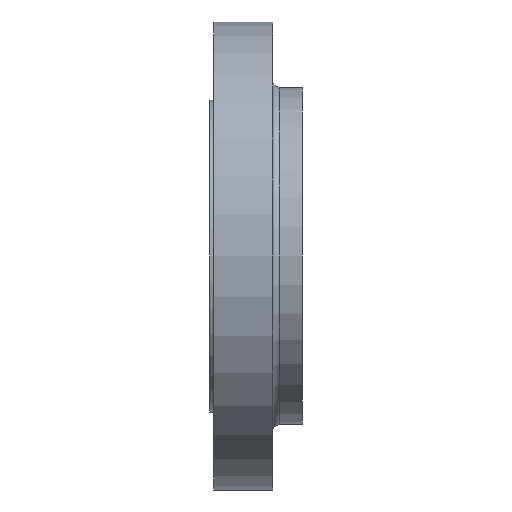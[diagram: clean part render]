
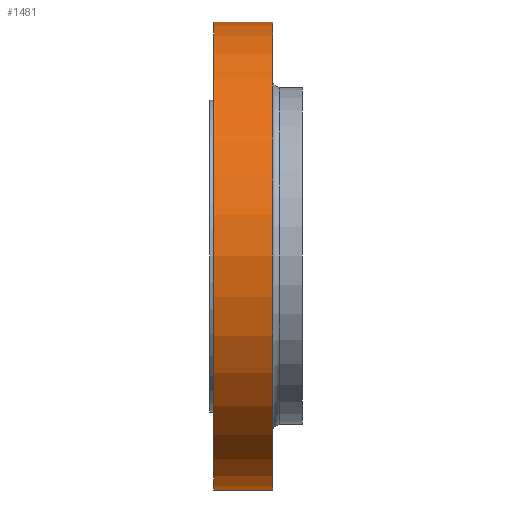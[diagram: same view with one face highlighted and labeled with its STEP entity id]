
A CAD part, front view. The second image highlights one B-rep face of the part: STEP entity #1481.
In plain terms, the highlighted cylindrical face has radius 352.425 mm (diameter 704.85 mm), a partial arc.
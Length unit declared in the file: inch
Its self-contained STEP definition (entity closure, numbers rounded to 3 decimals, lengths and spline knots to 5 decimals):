
#46 = CARTESIAN_POINT ( 'NONE',  ( 3.60586, 0., -13.875 ) ) ;
#52 = CARTESIAN_POINT ( 'NONE',  ( 0., 0., 13.875 ) ) ;
#159 = EDGE_CURVE ( 'NONE', #534, #813, #718, .T. ) ;
#196 = AXIS2_PLACEMENT_3D ( 'NONE', #965, #1396, #1565 ) ;
#228 = CIRCLE ( 'NONE', #1306, 13.875 ) ;
#229 = VECTOR ( 'NONE', #1907, 39.37008 ) ;
#244 = LINE ( 'NONE', #1432, #229 ) ;
#291 = CARTESIAN_POINT ( 'NONE',  ( 0.10586, 0., -13.875 ) ) ;
#534 = VERTEX_POINT ( 'NONE', #46 ) ;
#586 = EDGE_CURVE ( 'NONE', #1749, #961, #228, .T. ) ;
#638 = CARTESIAN_POINT ( 'NONE',  ( 0.10586, 0., 0. ) ) ;
#640 = EDGE_LOOP ( 'NONE', ( #1594, #1231, #1840, #1797 ) ) ;
#659 = DIRECTION ( 'NONE',  ( -1., 0., 0. ) ) ;
#684 = FACE_OUTER_BOUND ( 'NONE', #640, .T. ) ;
#718 = CIRCLE ( 'NONE', #1843, 13.875 ) ;
#800 = CYLINDRICAL_SURFACE ( 'NONE', #196, 13.875 ) ;
#813 = VERTEX_POINT ( 'NONE', #956 ) ;
#956 = CARTESIAN_POINT ( 'NONE',  ( 3.60586, 0., 13.875 ) ) ;
#961 = VERTEX_POINT ( 'NONE', #1879 ) ;
#965 = CARTESIAN_POINT ( 'NONE',  ( 0., 0., 0. ) ) ;
#1041 = DIRECTION ( 'NONE',  ( -1., 0., 0. ) ) ;
#1099 = EDGE_CURVE ( 'NONE', #534, #1749, #244, .T. ) ;
#1196 = CARTESIAN_POINT ( 'NONE',  ( 3.60586, 0., 0. ) ) ;
#1231 = ORIENTED_EDGE ( 'NONE', *, *, #159, .T. ) ;
#1306 = AXIS2_PLACEMENT_3D ( 'NONE', #638, #659, #1353 ) ;
#1353 = DIRECTION ( 'NONE',  ( 0., 0., 1. ) ) ;
#1396 = DIRECTION ( 'NONE',  ( -1., 0., 0. ) ) ;
#1418 = LINE ( 'NONE', #52, #1654 ) ;
#1432 = CARTESIAN_POINT ( 'NONE',  ( 0., 0., -13.875 ) ) ;
#1481 = ADVANCED_FACE ( 'NONE', ( #684 ), #800, .T. ) ;
#1565 = DIRECTION ( 'NONE',  ( 0., 0., 1. ) ) ;
#1594 = ORIENTED_EDGE ( 'NONE', *, *, #1099, .F. ) ;
#1641 = DIRECTION ( 'NONE',  ( 0., 0., 1. ) ) ;
#1654 = VECTOR ( 'NONE', #1684, 39.37008 ) ;
#1684 = DIRECTION ( 'NONE',  ( -1., 0., 0. ) ) ;
#1749 = VERTEX_POINT ( 'NONE', #291 ) ;
#1797 = ORIENTED_EDGE ( 'NONE', *, *, #586, .F. ) ;
#1840 = ORIENTED_EDGE ( 'NONE', *, *, #1943, .T. ) ;
#1843 = AXIS2_PLACEMENT_3D ( 'NONE', #1196, #1041, #1641 ) ;
#1879 = CARTESIAN_POINT ( 'NONE',  ( 0.10586, 0., 13.875 ) ) ;
#1907 = DIRECTION ( 'NONE',  ( -1., 0., 0. ) ) ;
#1943 = EDGE_CURVE ( 'NONE', #813, #961, #1418, .T. ) ;
